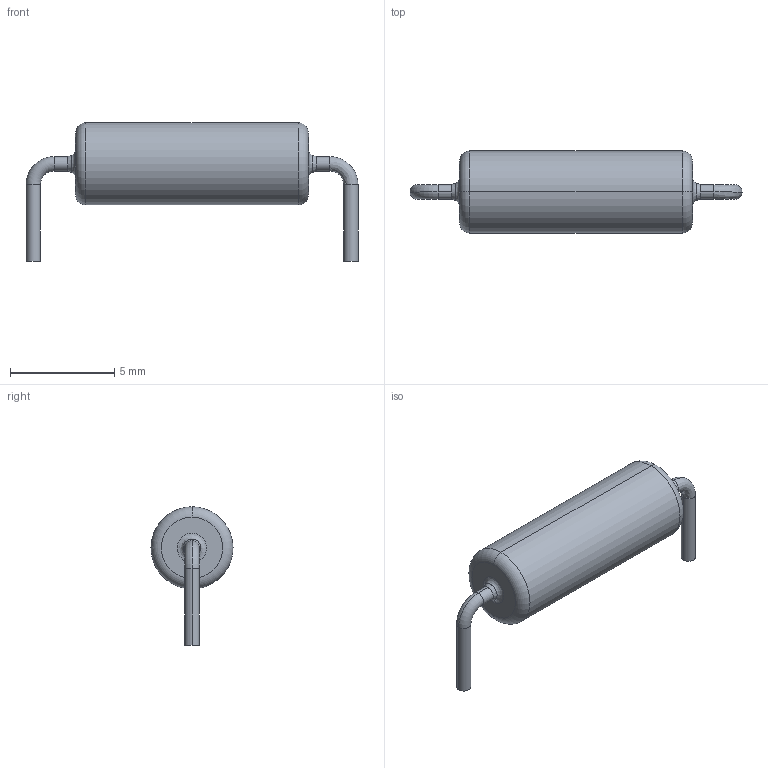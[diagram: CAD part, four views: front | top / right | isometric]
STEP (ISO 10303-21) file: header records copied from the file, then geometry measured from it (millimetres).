
FILE_DESCRIPTION((''),'2;1');
FILE_NAME('RES_VISHAY_RNX038.stp','2013-11-28T17:04:19',(''),(''),'Mechanical Desktop 2011','Mechanical Desktop 2011',', , ');
FILE_SCHEMA(('AUTOMOTIVE_DESIGN { 1 2 10303 214 1 1 1 1 }'));
Length unit declared in the file: millimetre
Products named in the file (1): Product
Bounding box: 15.93 x 3.94 x 6.64 mm (x, y, z)
Volume: 139.9 mm3; surface area: 191.5 mm2
Topology: 5 solids, 5 shells, 32 faces, 52 edges, 30 vertices
Faces by surface type: bspline 13, plane 7, torus 6, cylinder 6
Entity records: 1790 total; most frequent: CARTESIAN_POINT 1174, DIRECTION 122, ORIENTED_EDGE 104, AXIS2_PLACEMENT_3D 56, EDGE_CURVE 52, CIRCLE 36, EDGE_LOOP 32, FACE_OUTER_BOUND 32
